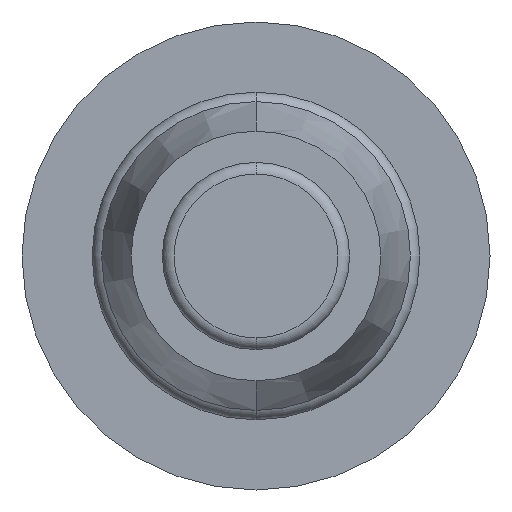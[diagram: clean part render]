
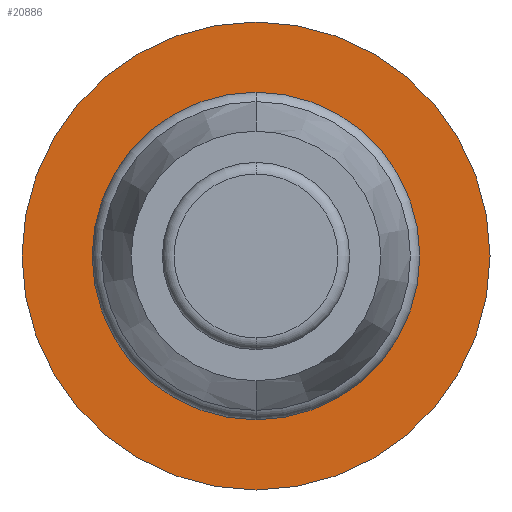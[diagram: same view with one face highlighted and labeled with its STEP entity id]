
A CAD part, front view. The second image highlights one B-rep face of the part: STEP entity #20886.
In plain terms, the highlighted planar face has unit normal (0, -1, 0).
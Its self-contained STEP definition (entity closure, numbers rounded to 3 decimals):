
#39 = DIRECTION ( 'NONE',  ( 0., 1., 0. ) ) ;
#108 = ORIENTED_EDGE ( 'NONE', *, *, #1931, .T. ) ;
#330 = DIRECTION ( 'NONE',  ( 0., 1., 0. ) ) ;
#456 = AXIS2_PLACEMENT_3D ( 'NONE', #5825, #39, #13221 ) ;
#1931 = EDGE_CURVE ( 'NONE', #6264, #8573, #7404, .T. ) ;
#2344 = DIRECTION ( 'NONE',  ( 0., 0., 1. ) ) ;
#3393 = ORIENTED_EDGE ( 'NONE', *, *, #16475, .F. ) ;
#4132 = DIRECTION ( 'NONE',  ( 0., 1., 0. ) ) ;
#4399 = DIRECTION ( 'NONE',  ( 0., 0., 1. ) ) ;
#4443 = EDGE_CURVE ( 'NONE', #8573, #6264, #21150, .T. ) ;
#4785 = EDGE_CURVE ( 'NONE', #15764, #9896, #8744, .T. ) ;
#5467 = FACE_BOUND ( 'NONE', #18902, .T. ) ;
#5825 = CARTESIAN_POINT ( 'NONE',  ( 0., -6., 0. ) ) ;
#6264 = VERTEX_POINT ( 'NONE', #19526 ) ;
#6964 = CIRCLE ( 'NONE', #456, 15. ) ;
#7404 = CIRCLE ( 'NONE', #18670, 9.9 ) ;
#7479 = CARTESIAN_POINT ( 'NONE',  ( 0., -6., 15. ) ) ;
#7625 = FACE_OUTER_BOUND ( 'NONE', #19248, .T. ) ;
#8573 = VERTEX_POINT ( 'NONE', #23961 ) ;
#8744 = CIRCLE ( 'NONE', #14577, 15. ) ;
#9896 = VERTEX_POINT ( 'NONE', #10212 ) ;
#10212 = CARTESIAN_POINT ( 'NONE',  ( 0., -6., -15. ) ) ;
#13023 = AXIS2_PLACEMENT_3D ( 'NONE', #20759, #4132, #2344 ) ;
#13158 = DIRECTION ( 'NONE',  ( 0., 1., 0. ) ) ;
#13221 = DIRECTION ( 'NONE',  ( 0., 0., 1. ) ) ;
#13992 = DIRECTION ( 'NONE',  ( 0., 0., 1. ) ) ;
#14041 = ORIENTED_EDGE ( 'NONE', *, *, #4443, .T. ) ;
#14236 = CARTESIAN_POINT ( 'NONE',  ( 0., -6., 0. ) ) ;
#14577 = AXIS2_PLACEMENT_3D ( 'NONE', #16920, #330, #4399 ) ;
#15764 = VERTEX_POINT ( 'NONE', #7479 ) ;
#16245 = ORIENTED_EDGE ( 'NONE', *, *, #4785, .F. ) ;
#16475 = EDGE_CURVE ( 'NONE', #9896, #15764, #6964, .T. ) ;
#16572 = CARTESIAN_POINT ( 'NONE',  ( 0., -6., 0. ) ) ;
#16920 = CARTESIAN_POINT ( 'NONE',  ( 0., -6., 0. ) ) ;
#17286 = AXIS2_PLACEMENT_3D ( 'NONE', #16572, #13158, #20097 ) ;
#18670 = AXIS2_PLACEMENT_3D ( 'NONE', #14236, #23869, #13992 ) ;
#18902 = EDGE_LOOP ( 'NONE', ( #14041, #108 ) ) ;
#19248 = EDGE_LOOP ( 'NONE', ( #16245, #3393 ) ) ;
#19526 = CARTESIAN_POINT ( 'NONE',  ( 0., -6., -9.9 ) ) ;
#20097 = DIRECTION ( 'NONE',  ( 0., 0., 1. ) ) ;
#20759 = CARTESIAN_POINT ( 'NONE',  ( 15., -6., 0. ) ) ;
#20886 = ADVANCED_FACE ( 'NONE', ( #7625, #5467 ), #22567, .F. ) ;
#21150 = CIRCLE ( 'NONE', #17286, 9.9 ) ;
#22567 = PLANE ( 'NONE',  #13023 ) ;
#23869 = DIRECTION ( 'NONE',  ( 0., 1., 0. ) ) ;
#23961 = CARTESIAN_POINT ( 'NONE',  ( 0., -6., 9.9 ) ) ;
